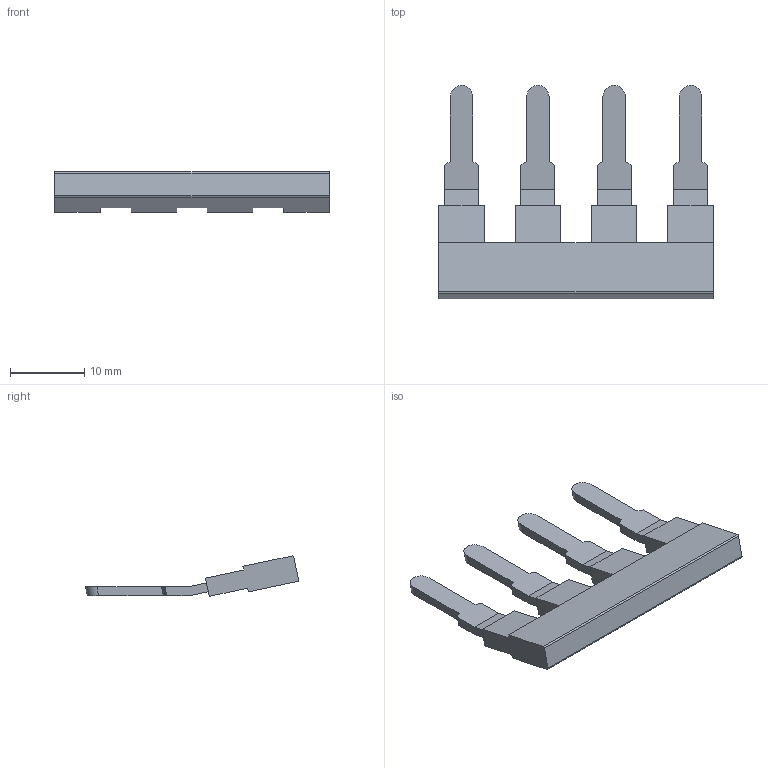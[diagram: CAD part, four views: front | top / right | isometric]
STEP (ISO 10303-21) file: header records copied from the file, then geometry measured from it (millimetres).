
FILE_DESCRIPTION(('Creo Elements/Direct Modeling STEP Export'),'2;1');
FILE_NAME('model.stp','2018-02-09T14:25:50',(''),(''),'Creo Elements/Direct Modeling STEP processor for AP214 (Solid Model)','Creo Elements/Direct Modeling 18.1I 14-Aug-2016 (C) Parametric Technology GmbH','');
FILE_SCHEMA(('AUTOMOTIVE_DESIGN { 1 0 10303 214 1 1 1 1 }'));
Length unit declared in the file: millimetre
Products named in the file (2): EB_4-10-select
Assembly tree (1 placements, depth 2):
  EB_4-10-select
    EB_4-10-select
Bounding box: 36.85 x 28.64 x 5.4 mm (x, y, z)
Volume: 1490.7 mm3; surface area: 1777 mm2
Topology: 1 solids, 1 shells, 74 faces, 198 edges, 132 vertices
Faces by surface type: plane 64, cylinder 10
Entity records: 2871 total; most frequent: CARTESIAN_POINT 396, ORIENTED_EDGE 396, DIRECTION 352, EDGE_CURVE 198, VECTOR 176, LINE 176, VERTEX_POINT 132, AXIS2_PLACEMENT_3D 88
